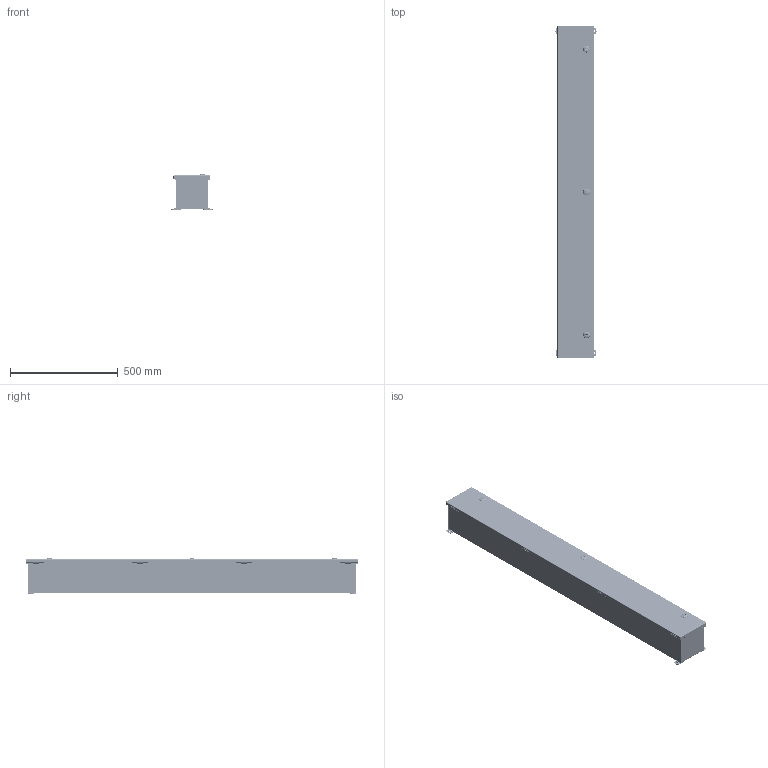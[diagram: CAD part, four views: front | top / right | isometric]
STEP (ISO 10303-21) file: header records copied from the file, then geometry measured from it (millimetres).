
FILE_DESCRIPTION(/* description */ ('1412CH 60" x 6" x 6" Assembly'),/* implementation_level */ '2;1');
FILE_NAME(/* name */ '1412CH060660IP.stp',/* time_stamp */ '2025-06-13T14:45:50-04:00',/* author */ ('BoxCad'),/* organization */ (''),/* preprocessor_version */ 'ST-DEVELOPER v20',/* originating_system */ 'Autodesk Inventor 2024',/* authorisation */ '');
FILE_SCHEMA (('AUTOMOTIVE_DESIGN { 1 0 10303 214 3 1 1 }'));
Products named in the file (51): 1412CH060660IP; 1412CH060660IPB; 1412CH060660IPB-P; STK-Q-08350; 1412CH060660IPIP; 1412CH060660IPIP-P; 1412CH060660IPMF; 1412CH060660IPMF1; STK-Q-71310; STK-Q-10251; STK-Q-10251-A; STK-Q-10251-B; STK-Q-03070; STK-Q-07260; 1412CH060660IPC; 1412CH060660IPC-P; 1412CH060660IPG; STK-A-33033-1; STK-A-33033-2; STK-A-33033-3; STK-A-33033-4; STK-Q-33033-B; STK-Q-33033-S; STK-Q-33033-G; STK-S-00100; STK-P-02400S; STANDOFF_M6 x 10mm; STK-A-880SCQ4CH-SL-1; STK-A-880SCQ4CH-SL-2; STK-A-880SCQ4CH-SL-3; STK-Q-78111; STK-Q-78120; STK-Q-03200; STK-Q-78141; STK-Q-90390; STK-Q-78160; STK-Q-78555; STK-Q-78111-R; STK-A-08126-1; STK-Q-08110_1 ...
Assembly tree (105 placements, depth 4):
  1412CH060660IP
    1412CH060660IPB
      1412CH060660IPB-P
      STK-Q-08350  x4
      STK-P-02400S
      STANDOFF_M6 x 10mm
    1412CH060660IPIP
      1412CH060660IPIP-P
    1412CH060660IPMF
      STK-Q-71310  x2
      STK-Q-03200  x2
      STK-Q-03070  x2
      STK-Q-10251  x2
        STK-Q-10251-A
        STK-Q-10251-B
      STK-Q-07260  x2
    1412CH060660IPMF1
      STK-Q-71310  x2
      STK-Q-03200  x2
      STK-Q-03070  x2
      STK-Q-10251  x2
        STK-Q-10251-A
        STK-Q-10251-B
      STK-Q-07260  x2
    1412CH060660IPC
      1412CH060660IPC-P
      1412CH060660IPG
      STK-A-33033-1
        STK-Q-33033-B
        STK-Q-33033-S
        STK-Q-33033-G
      STK-A-33033-2
        STK-Q-33033-B
        STK-Q-33033-S
        STK-Q-33033-G
      STK-A-33033-3
        STK-Q-33033-B
        STK-Q-33033-S
        STK-Q-33033-G
      STK-A-33033-4
        STK-Q-33033-B
        STK-Q-33033-S
        STK-Q-33033-G
      STK-S-00100
      STK-P-02400S
      STANDOFF_M6 x 10mm
      STK-A-880SCQ4CH-SL-1
        STK-Q-78111
        STK-Q-78120
        STK-Q-03200
        STK-Q-78141
        STK-Q-90390
        STK-Q-78160
        STK-Q-78555
        STK-Q-78111-R
      STK-A-880SCQ4CH-SL-2
        STK-Q-78111
        STK-Q-78120
        STK-Q-03200
        STK-Q-78141
Bounding box: 190.4 x 1539.04 x 163.85 mm (x, y, z)
Volume: 2063924.6 mm3; surface area: 2749331.5 mm2
Topology: 91 solids, 91 shells, 13097 faces, 33355 edges, 20177 vertices
Faces by surface type: plane 6139, cylinder 2776, bspline 2647, torus 961, cone 288, sphere 286
Full cylindrical faces by diameter (mm): 0.762 x6, 0.9 x6, 3 x4, 3.175 x4, 4 x4, 4.2 x4, 4.4 x12, 4.45 x4, 4.9 x28, 5 x8, 5.1 x58, 5.9 x85, 6 x8, 6.1 x6, 7.62 x4, 7.747 x4, 8.128 x4, 9.6 x3, 9.9 x4, 10 x5, 12.8 x3, 13 x7, 15.9 x3, 16 x3, 25 x6, 29 x6
Entity records: 129628 total; most frequent: CARTESIAN_POINT 46993, ORIENTED_EDGE 17540, DIRECTION 15815, EDGE_CURVE 8770, AXIS2_PLACEMENT_3D 5539, VERTEX_POINT 5408, LINE 4737, VECTOR 4737
